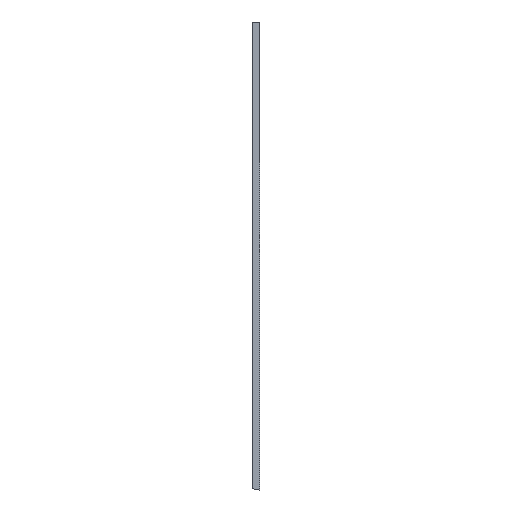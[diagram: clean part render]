
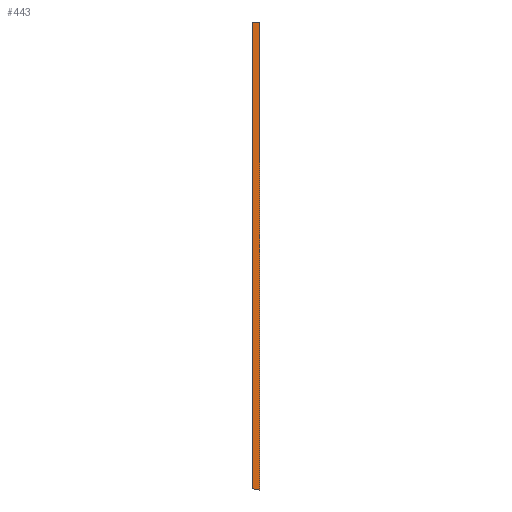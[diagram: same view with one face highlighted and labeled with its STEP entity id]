
A CAD part, front view. The second image highlights one B-rep face of the part: STEP entity #443.
In plain terms, the highlighted planar face has unit normal (0, -1, 0).
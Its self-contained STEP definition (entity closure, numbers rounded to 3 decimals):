
#6 = CARTESIAN_POINT ( 'NONE',  ( 82.904, 3., 39.433 ) ) ;
#21 = LINE ( 'NONE', #647, #430 ) ;
#38 = EDGE_CURVE ( 'NONE', #319, #153, #683, .T. ) ;
#45 = DIRECTION ( 'NONE',  ( -0.983, 0., 0.182 ) ) ;
#56 = AXIS2_PLACEMENT_3D ( 'NONE', #377, #563, #80 ) ;
#67 = VECTOR ( 'NONE', #499, 1000. ) ;
#79 = VERTEX_POINT ( 'NONE', #201 ) ;
#80 = DIRECTION ( 'NONE',  ( 0., 0., -1. ) ) ;
#106 = CARTESIAN_POINT ( 'NONE',  ( 80.904, 3., 39.804 ) ) ;
#153 = VERTEX_POINT ( 'NONE', #404 ) ;
#169 = CARTESIAN_POINT ( 'NONE',  ( 82.904, 3., 139.399 ) ) ;
#188 = EDGE_CURVE ( 'NONE', #79, #583, #21, .T. ) ;
#201 = CARTESIAN_POINT ( 'NONE',  ( 81.404, 3., 39.711 ) ) ;
#233 = EDGE_CURVE ( 'NONE', #153, #79, #796, .T. ) ;
#244 = FACE_OUTER_BOUND ( 'NONE', #460, .T. ) ;
#249 = ORIENTED_EDGE ( 'NONE', *, *, #269, .F. ) ;
#269 = EDGE_CURVE ( 'NONE', #583, #319, #423, .T. ) ;
#282 = ORIENTED_EDGE ( 'NONE', *, *, #233, .F. ) ;
#319 = VERTEX_POINT ( 'NONE', #169 ) ;
#347 = CARTESIAN_POINT ( 'NONE',  ( 81.404, 3., 139.399 ) ) ;
#362 = ORIENTED_EDGE ( 'NONE', *, *, #38, .F. ) ;
#377 = CARTESIAN_POINT ( 'NONE',  ( 80.904, 3., 39.433 ) ) ;
#389 = DIRECTION ( 'NONE',  ( 0., 0., 1. ) ) ;
#404 = CARTESIAN_POINT ( 'NONE',  ( 82.904, 3., 39.433 ) ) ;
#407 = VECTOR ( 'NONE', #45, 1000. ) ;
#423 = LINE ( 'NONE', #603, #441 ) ;
#429 = ORIENTED_EDGE ( 'NONE', *, *, #188, .F. ) ;
#430 = VECTOR ( 'NONE', #389, 1000. ) ;
#441 = VECTOR ( 'NONE', #480, 1000. ) ;
#443 = ADVANCED_FACE ( 'NONE', ( #244 ), #551, .T. ) ;
#460 = EDGE_LOOP ( 'NONE', ( #429, #282, #362, #249 ) ) ;
#480 = DIRECTION ( 'NONE',  ( 1., 0., 0. ) ) ;
#499 = DIRECTION ( 'NONE',  ( 0., 0., -1. ) ) ;
#551 = PLANE ( 'NONE',  #56 ) ;
#563 = DIRECTION ( 'NONE',  ( 0., -1., 0. ) ) ;
#583 = VERTEX_POINT ( 'NONE', #347 ) ;
#603 = CARTESIAN_POINT ( 'NONE',  ( 80.904, 3., 139.399 ) ) ;
#647 = CARTESIAN_POINT ( 'NONE',  ( 81.404, 3., 39.804 ) ) ;
#683 = LINE ( 'NONE', #6, #67 ) ;
#796 = LINE ( 'NONE', #106, #407 ) ;
